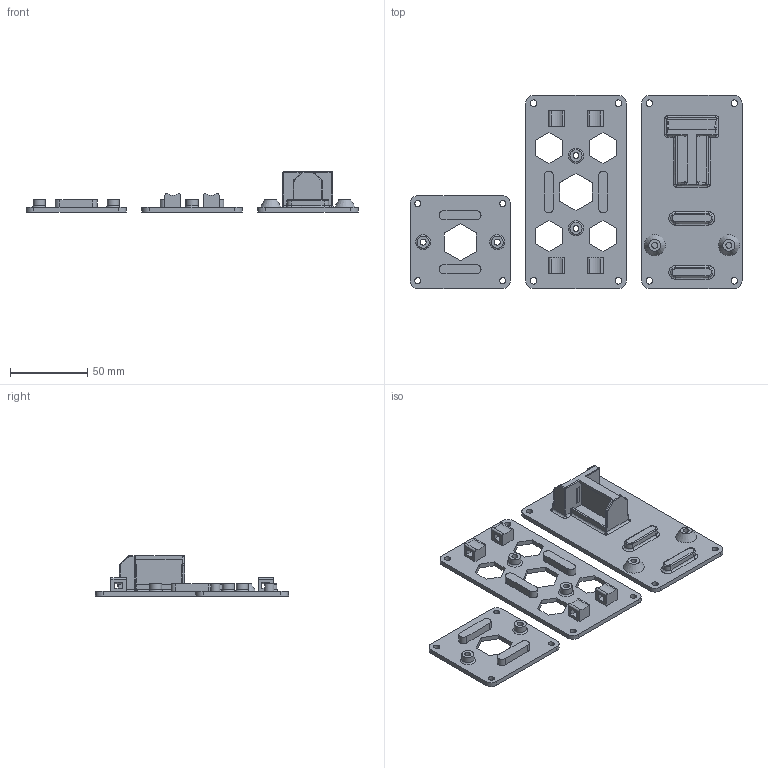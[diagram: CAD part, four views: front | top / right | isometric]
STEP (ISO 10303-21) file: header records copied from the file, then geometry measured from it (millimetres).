
FILE_DESCRIPTION(/* description */ (''),/* implementation_level */ '2;1');
FILE_NAME(/* name */ 'Lower Bay - 48mm SSR.step',/* time_stamp */ '2025-05-01T17:28:24-05:00',/* author */ (''),/* organization */ (''),/* preprocessor_version */ 'ST-DEVELOPER v20.1',/* originating_system */ 'Autodesk Translation Framework v14.4.0.0',/* authorisation */ '');
FILE_SCHEMA (('AUTOMOTIVE_DESIGN { 1 0 10303 214 3 1 1 }'));
Length unit declared in the file: millimetre
Products named in the file (4): Lower Bay - 48mm SSR; Long Tray; Short Tray; Wago Long Tray
Assembly tree (3 placements, depth 2):
  Lower Bay - 48mm SSR
    Long Tray
    Short Tray
    Wago Long Tray
Bounding box: 215 x 125 x 26 mm (x, y, z)
Volume: 70080.4 mm3; surface area: 50535.6 mm2
Topology: 3 solids, 3 shells, 368 faces, 951 edges, 612 vertices
Faces by surface type: plane 207, bspline 81, cylinder 74, torus 4, cone 2
Full cylindrical faces by diameter (mm): 3.8 x6, 7.8 x4
Entity records: 14755 total; most frequent: CARTESIAN_POINT 6143, ORIENTED_EDGE 1898, DIRECTION 1459, EDGE_CURVE 949, VERTEX_POINT 612, LINE 555, VECTOR 555, AXIS2_PLACEMENT_3D 452
